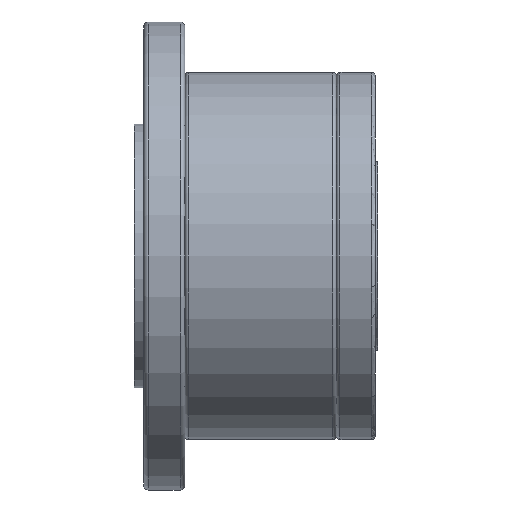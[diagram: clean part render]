
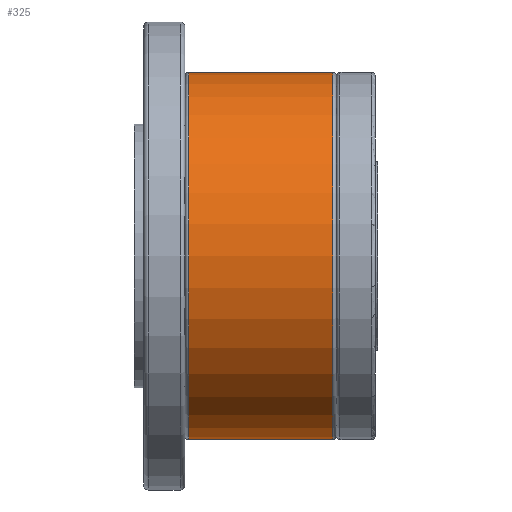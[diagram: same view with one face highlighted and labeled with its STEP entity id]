
A CAD part, front view. The second image highlights one B-rep face of the part: STEP entity #325.
In plain terms, the highlighted cylindrical face has radius 80 mm (diameter 160 mm), a partial arc.
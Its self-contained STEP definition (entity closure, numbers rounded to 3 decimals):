
#325=ADVANCED_FACE('',(#934),#935,.T.);
#934=FACE_OUTER_BOUND('',#1575,.T.);
#935=CYLINDRICAL_SURFACE('',#1576,80.0);
#1575=EDGE_LOOP('',(#3796,#3797,#3798,#3799,#3800,#3801));
#1576=AXIS2_PLACEMENT_3D('',#3802,#3803,#3804);
#3796=ORIENTED_EDGE('',*,*,#3921,.T.);
#3797=ORIENTED_EDGE('',*,*,#4611,.F.);
#3798=ORIENTED_EDGE('',*,*,#4610,.F.);
#3799=ORIENTED_EDGE('',*,*,#3923,.T.);
#3800=ORIENTED_EDGE('',*,*,#4609,.T.);
#3801=ORIENTED_EDGE('',*,*,#4608,.T.);
#3802=CARTESIAN_POINT('',(55.0,0.0,0.0));
#3803=DIRECTION('',(1.0,0.0,0.0));
#3804=DIRECTION('',(0.0,0.0,-1.0));
#3921=EDGE_CURVE('',#4648,#4649,#4650,.T.);
#3923=EDGE_CURVE('',#4653,#4651,#4654,.T.);
#4608=EDGE_CURVE('',#5796,#4648,#5797,.T.);
#4609=EDGE_CURVE('',#4651,#5796,#5798,.T.);
#4610=EDGE_CURVE('',#4653,#5799,#5800,.T.);
#4611=EDGE_CURVE('',#5799,#4649,#5801,.T.);
#4648=VERTEX_POINT('',#5846);
#4649=VERTEX_POINT('',#5847);
#4650=LINE('',#5848,#5849);
#4651=VERTEX_POINT('',#5850);
#4653=VERTEX_POINT('',#5852);
#4654=LINE('',#5853,#5854);
#5796=VERTEX_POINT('',#7773);
#5797=CIRCLE('',#7774,80.0);
#5798=CIRCLE('',#7775,80.0);
#5799=VERTEX_POINT('',#7776);
#5800=CIRCLE('',#7777,80.0);
#5801=CIRCLE('',#7778,80.0);
#5846=CARTESIAN_POINT('',(23.6,0.,-80.0));
#5847=CARTESIAN_POINT('',(86.4,0.,-80.0));
#5848=CARTESIAN_POINT('',(55.0,0.,-80.0));
#5849=VECTOR('',#7827,1.0);
#5850=CARTESIAN_POINT('',(23.6,0.,80.0));
#5852=CARTESIAN_POINT('',(86.4,0.,80.0));
#5853=CARTESIAN_POINT('',(55.0,0.,80.0));
#5854=VECTOR('',#7831,1.0);
#7773=CARTESIAN_POINT('',(23.6,-80.0,0.));
#7774=AXIS2_PLACEMENT_3D('',#9147,#9148,#9149);
#7775=AXIS2_PLACEMENT_3D('',#9150,#9151,#9152);
#7776=CARTESIAN_POINT('',(86.4,-80.0,0.0));
#7777=AXIS2_PLACEMENT_3D('',#9153,#9154,#9155);
#7778=AXIS2_PLACEMENT_3D('',#9156,#9157,#9158);
#7827=DIRECTION('',(1.0,0.0,0.0));
#7831=DIRECTION('',(-1.0,-0.0,-0.0));
#9147=CARTESIAN_POINT('',(23.6,0.,0.));
#9148=DIRECTION('',(1.0,0.0,0.0));
#9149=DIRECTION('',(0.0,0.0,-1.0));
#9150=CARTESIAN_POINT('',(23.6,0.,0.));
#9151=DIRECTION('',(1.0,0.0,0.0));
#9152=DIRECTION('',(0.0,0.0,-1.0));
#9153=CARTESIAN_POINT('',(86.4,0.,0.0));
#9154=DIRECTION('',(1.0,0.0,0.0));
#9155=DIRECTION('',(0.0,0.0,-1.0));
#9156=CARTESIAN_POINT('',(86.4,0.,0.0));
#9157=DIRECTION('',(1.0,0.0,0.0));
#9158=DIRECTION('',(0.0,0.0,-1.0));
